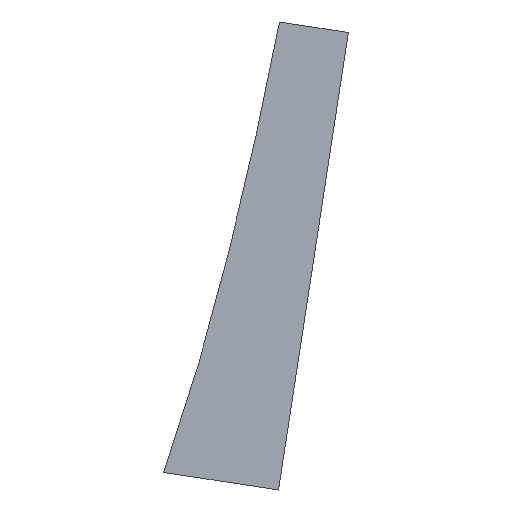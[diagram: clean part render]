
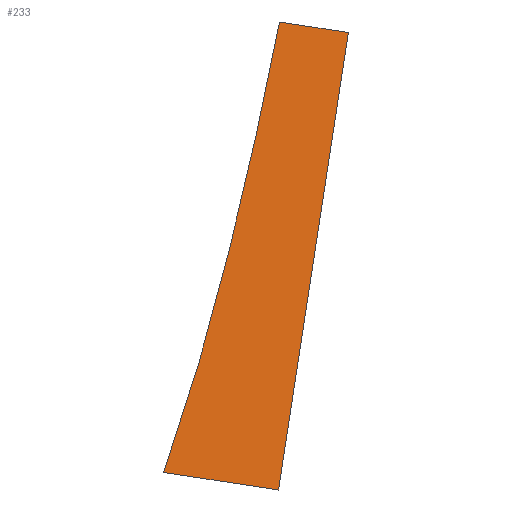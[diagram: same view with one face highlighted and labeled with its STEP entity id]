
A CAD part, left-side view. The second image highlights one B-rep face of the part: STEP entity #233.
In plain terms, the highlighted planar face has unit normal (-0.996, -0.013, 0.086).
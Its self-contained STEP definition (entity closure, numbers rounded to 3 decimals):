
#42 = VERTEX_POINT('',#43);
#43 = CARTESIAN_POINT('',(-1.9,10.705,129.979));
#50 = PLANE('',#51);
#51 = AXIS2_PLACEMENT_3D('',#52,#53,#54);
#52 = CARTESIAN_POINT('',(1.9,10.705,129.979));
#53 = DIRECTION('',(0.,-0.151,0.989));
#54 = DIRECTION('',(-1.,0.,0.));
#62 = PLANE('',#63);
#63 = AXIS2_PLACEMENT_3D('',#64,#65,#66);
#64 = CARTESIAN_POINT('',(0.,13.929,
    108.856));
#65 = DIRECTION('',(0.,0.989,0.151));
#66 = DIRECTION('',(0.,-0.151,0.989));
#103 = VERTEX_POINT('',#104);
#104 = CARTESIAN_POINT('',(-1.9,16.636,130.885));
#118 = SURFACE_OF_LINEAR_EXTRUSION('',#119,#123);
#119 = B_SPLINE_CURVE_WITH_KNOTS('',2,(#120,#121,#122),.UNSPECIFIED.,.F.
  ,.F.,(3,3),(0.,1.),.PIECEWISE_BEZIER_KNOTS.);
#120 = CARTESIAN_POINT('',(45.59,16.636,
    130.885));
#121 = CARTESIAN_POINT('',(45.59,21.271,
    107.144));
#122 = CARTESIAN_POINT('',(45.59,26.595,
    92.144));
#123 = VECTOR('',#124,1.);
#124 = DIRECTION('',(1.,0.,0.));
#132 = EDGE_CURVE('',#42,#103,#133,.T.);
#133 = SURFACE_CURVE('',#134,(#138,#145),.PCURVE_S1.);
#134 = LINE('',#135,#136);
#135 = CARTESIAN_POINT('',(-1.9,10.705,129.979));
#136 = VECTOR('',#137,1.);
#137 = DIRECTION('',(0.,0.989,0.151));
#138 = PCURVE('',#50,#139);
#139 = DEFINITIONAL_REPRESENTATION('',(#140),#144);
#140 = LINE('',#141,#142);
#141 = CARTESIAN_POINT('',(3.8,0.));
#142 = VECTOR('',#143,1.);
#143 = DIRECTION('',(0.,-1.));
#144 = ( GEOMETRIC_REPRESENTATION_CONTEXT(2) 
PARAMETRIC_REPRESENTATION_CONTEXT() REPRESENTATION_CONTEXT('2D SPACE',''
  ) );
#145 = PCURVE('',#146,#151);
#146 = PLANE('',#147);
#147 = AXIS2_PLACEMENT_3D('',#148,#149,#150);
#148 = CARTESIAN_POINT('',(-1.9,10.705,129.979));
#149 = DIRECTION('',(-0.996,-0.013,
    0.086));
#150 = DIRECTION('',(-0.087,0.15,-0.985)
  );
#151 = DEFINITIONAL_REPRESENTATION('',(#152),#156);
#152 = LINE('',#153,#154);
#153 = CARTESIAN_POINT('',(0.,0.));
#154 = VECTOR('',#155,1.);
#155 = DIRECTION('',(0.,-1.));
#156 = ( GEOMETRIC_REPRESENTATION_CONTEXT(2) 
PARAMETRIC_REPRESENTATION_CONTEXT() REPRESENTATION_CONTEXT('2D SPACE',''
  ) );
#162 = EDGE_CURVE('',#42,#163,#165,.T.);
#163 = VERTEX_POINT('',#164);
#164 = CARTESIAN_POINT('',(-5.385,16.71,90.635
    ));
#165 = SURFACE_CURVE('',#166,(#170,#177),.PCURVE_S1.);
#166 = LINE('',#167,#168);
#167 = CARTESIAN_POINT('',(-1.9,10.705,129.979));
#168 = VECTOR('',#169,1.);
#169 = DIRECTION('',(-0.087,0.15,-0.985)
  );
#170 = PCURVE('',#62,#171);
#171 = DEFINITIONAL_REPRESENTATION('',(#172),#176);
#172 = LINE('',#173,#174);
#173 = CARTESIAN_POINT('',(21.368,-1.9));
#174 = VECTOR('',#175,1.);
#175 = DIRECTION('',(-0.996,-0.087));
#176 = ( GEOMETRIC_REPRESENTATION_CONTEXT(2) 
PARAMETRIC_REPRESENTATION_CONTEXT() REPRESENTATION_CONTEXT('2D SPACE',''
  ) );
#177 = PCURVE('',#146,#178);
#178 = DEFINITIONAL_REPRESENTATION('',(#179),#183);
#179 = LINE('',#180,#181);
#180 = CARTESIAN_POINT('',(0.,0.));
#181 = VECTOR('',#182,1.);
#182 = DIRECTION('',(1.,0.));
#183 = ( GEOMETRIC_REPRESENTATION_CONTEXT(2) 
PARAMETRIC_REPRESENTATION_CONTEXT() REPRESENTATION_CONTEXT('2D SPACE',''
  ) );
#201 = PLANE('',#202);
#202 = AXIS2_PLACEMENT_3D('',#203,#204,#205);
#203 = CARTESIAN_POINT('',(-5.385,16.71,90.635
    ));
#204 = DIRECTION('',(0.,0.151,-0.989));
#205 = DIRECTION('',(1.,0.,0.));
#233 = ADVANCED_FACE('',(#234),#146,.T.);
#234 = FACE_BOUND('',#235,.T.);
#235 = EDGE_LOOP('',(#236,#237,#238,#312));
#236 = ORIENTED_EDGE('',*,*,#162,.F.);
#237 = ORIENTED_EDGE('',*,*,#132,.T.);
#238 = ORIENTED_EDGE('',*,*,#239,.F.);
#239 = EDGE_CURVE('',#240,#103,#242,.T.);
#240 = VERTEX_POINT('',#241);
#241 = CARTESIAN_POINT('',(-5.385,26.595,
    92.144));
#242 = SURFACE_CURVE('',#243,(#264,#288),.PCURVE_S1.);
#243 = B_SPLINE_CURVE_WITH_KNOTS('',7,(#244,#245,#246,#247,#248,#249,
    #250,#251,#252,#253,#254,#255,#256,#257,#258,#259,#260,#261,#262,
    #263),.UNSPECIFIED.,.F.,.F.,(8,6,6,8),(0.,0.378,
    0.83,1.),.UNSPECIFIED.);
#244 = CARTESIAN_POINT('',(-5.385,26.595,
    92.144));
#245 = CARTESIAN_POINT('',(-5.199,25.872,
    94.183));
#246 = CARTESIAN_POINT('',(-5.012,25.184,
    96.235));
#247 = CARTESIAN_POINT('',(-4.825,24.528,
    98.297));
#248 = CARTESIAN_POINT('',(-4.637,23.9,
    100.367));
#249 = CARTESIAN_POINT('',(-4.449,23.296,
    102.445));
#250 = CARTESIAN_POINT('',(-4.261,22.715,
    104.529));
#251 = CARTESIAN_POINT('',(-3.848,21.485,
    109.115));
#252 = CARTESIAN_POINT('',(-3.623,20.845,
    111.619));
#253 = CARTESIAN_POINT('',(-3.398,20.231,
    114.13));
#254 = CARTESIAN_POINT('',(-3.172,19.64,
    116.646));
#255 = CARTESIAN_POINT('',(-2.946,19.07,
    119.167));
#256 = CARTESIAN_POINT('',(-2.721,18.519,
    121.692));
#257 = CARTESIAN_POINT('',(-2.41,17.787,
    125.171));
#258 = CARTESIAN_POINT('',(-2.325,17.589,
    126.122));
#259 = CARTESIAN_POINT('',(-2.24,17.394,
    127.074));
#260 = CARTESIAN_POINT('',(-2.155,17.201,
    128.026));
#261 = CARTESIAN_POINT('',(-2.07,17.01,
    128.978));
#262 = CARTESIAN_POINT('',(-1.985,16.822,
    129.931));
#263 = CARTESIAN_POINT('',(-1.9,16.636,130.885));
#264 = PCURVE('',#146,#265);
#265 = DEFINITIONAL_REPRESENTATION('',(#266),#287);
#266 = B_SPLINE_CURVE_WITH_KNOTS('',7,(#267,#268,#269,#270,#271,#272,
    #273,#274,#275,#276,#277,#278,#279,#280,#281,#282,#283,#284,#285,
    #286),.UNSPECIFIED.,.F.,.F.,(8,6,6,8),(0.,0.378,
    0.83,1.),.UNSPECIFIED.);
#267 = CARTESIAN_POINT('',(39.952,-10.));
#268 = CARTESIAN_POINT('',(37.819,-9.592));
#269 = CARTESIAN_POINT('',(35.679,-9.222));
#270 = CARTESIAN_POINT('',(33.534,-8.885));
#271 = CARTESIAN_POINT('',(31.384,-8.576));
#272 = CARTESIAN_POINT('',(29.23,-8.293));
#273 = CARTESIAN_POINT('',(27.074,-8.033));
#274 = CARTESIAN_POINT('',(22.337,-7.509));
#275 = CARTESIAN_POINT('',(19.755,-7.254));
#276 = CARTESIAN_POINT('',(17.171,-7.026));
#277 = CARTESIAN_POINT('',(14.585,-6.821));
#278 = CARTESIAN_POINT('',(11.997,-6.638));
#279 = CARTESIAN_POINT('',(9.408,-6.475));
#280 = CARTESIAN_POINT('',(5.844,-6.275));
#281 = CARTESIAN_POINT('',(4.87,-6.224));
#282 = CARTESIAN_POINT('',(3.896,-6.174));
#283 = CARTESIAN_POINT('',(2.922,-6.127));
#284 = CARTESIAN_POINT('',(1.948,-6.083));
#285 = CARTESIAN_POINT('',(0.974,-6.04));
#286 = CARTESIAN_POINT('',(0.,-6.));
#287 = ( GEOMETRIC_REPRESENTATION_CONTEXT(2) 
PARAMETRIC_REPRESENTATION_CONTEXT() REPRESENTATION_CONTEXT('2D SPACE',''
  ) );
#288 = PCURVE('',#118,#289);
#289 = DEFINITIONAL_REPRESENTATION('',(#290),#311);
#290 = B_SPLINE_CURVE_WITH_KNOTS('',7,(#291,#292,#293,#294,#295,#296,
    #297,#298,#299,#300,#301,#302,#303,#304,#305,#306,#307,#308,#309,
    #310),.UNSPECIFIED.,.F.,.F.,(8,6,6,8),(0.,0.378,
    0.83,1.),.UNSPECIFIED.);
#291 = CARTESIAN_POINT('',(1.,-50.975));
#292 = CARTESIAN_POINT('',(0.932,-50.788));
#293 = CARTESIAN_POINT('',(0.867,-50.602));
#294 = CARTESIAN_POINT('',(0.804,-50.415));
#295 = CARTESIAN_POINT('',(0.743,-50.227));
#296 = CARTESIAN_POINT('',(0.684,-50.039));
#297 = CARTESIAN_POINT('',(0.627,-49.851));
#298 = CARTESIAN_POINT('',(0.505,-49.438));
#299 = CARTESIAN_POINT('',(0.44,-49.213));
#300 = CARTESIAN_POINT('',(0.378,-48.988));
#301 = CARTESIAN_POINT('',(0.317,-48.762));
#302 = CARTESIAN_POINT('',(0.258,-48.536));
#303 = CARTESIAN_POINT('',(0.2,-48.31));
#304 = CARTESIAN_POINT('',(0.123,-48.));
#305 = CARTESIAN_POINT('',(0.102,-47.915));
#306 = CARTESIAN_POINT('',(0.081,-47.83));
#307 = CARTESIAN_POINT('',(0.061,-47.745));
#308 = CARTESIAN_POINT('',(0.04,-47.66));
#309 = CARTESIAN_POINT('',(0.02,-47.575));
#310 = CARTESIAN_POINT('',(0.,-47.49));
#311 = ( GEOMETRIC_REPRESENTATION_CONTEXT(2) 
PARAMETRIC_REPRESENTATION_CONTEXT() REPRESENTATION_CONTEXT('2D SPACE',''
  ) );
#312 = ORIENTED_EDGE('',*,*,#313,.F.);
#313 = EDGE_CURVE('',#163,#240,#314,.T.);
#314 = SURFACE_CURVE('',#315,(#319,#326),.PCURVE_S1.);
#315 = LINE('',#316,#317);
#316 = CARTESIAN_POINT('',(-5.385,16.71,90.635
    ));
#317 = VECTOR('',#318,1.);
#318 = DIRECTION('',(0.,0.989,0.151));
#319 = PCURVE('',#146,#320);
#320 = DEFINITIONAL_REPRESENTATION('',(#321),#325);
#321 = LINE('',#322,#323);
#322 = CARTESIAN_POINT('',(39.952,0.));
#323 = VECTOR('',#324,1.);
#324 = DIRECTION('',(0.,-1.));
#325 = ( GEOMETRIC_REPRESENTATION_CONTEXT(2) 
PARAMETRIC_REPRESENTATION_CONTEXT() REPRESENTATION_CONTEXT('2D SPACE',''
  ) );
#326 = PCURVE('',#201,#327);
#327 = DEFINITIONAL_REPRESENTATION('',(#328),#332);
#328 = LINE('',#329,#330);
#329 = CARTESIAN_POINT('',(0.,0.));
#330 = VECTOR('',#331,1.);
#331 = DIRECTION('',(0.,-1.));
#332 = ( GEOMETRIC_REPRESENTATION_CONTEXT(2) 
PARAMETRIC_REPRESENTATION_CONTEXT() REPRESENTATION_CONTEXT('2D SPACE',''
  ) );
